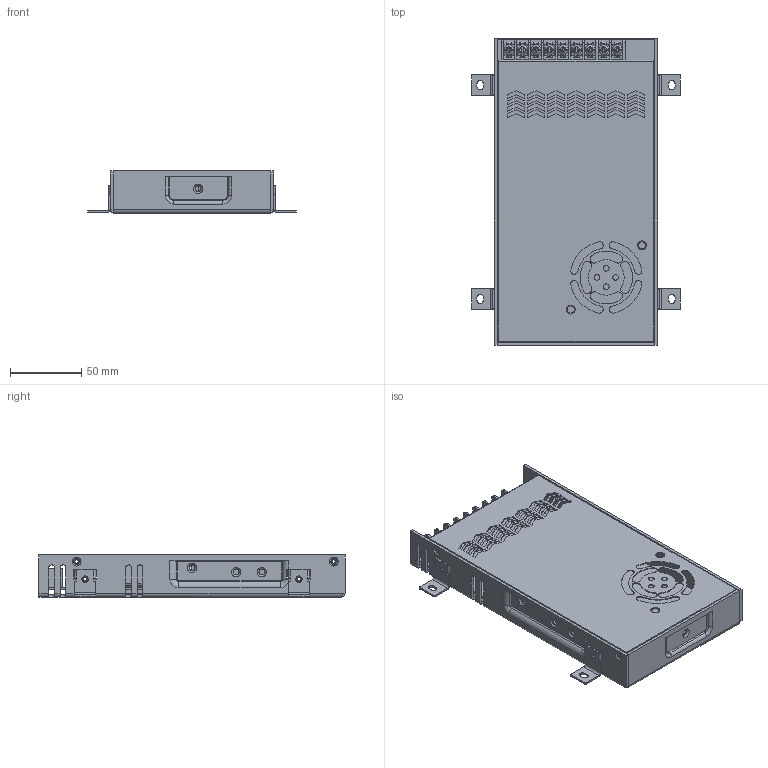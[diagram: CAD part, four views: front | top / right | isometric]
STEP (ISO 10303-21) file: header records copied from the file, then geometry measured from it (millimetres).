
FILE_DESCRIPTION(/* description */ (''),/* implementation_level */ '2;1');
FILE_NAME(/* name */ 'MPC320.stp',/* time_stamp */ '2023-07-21T15:59:51+08:00',/* author */ (''),/* organization */ (''),/* preprocessor_version */ 'ST-DEVELOPER v19.3',/* originating_system */ 'SIEMENS PLM Software NX2212.3001',/* authorisation */ '');
FILE_SCHEMA (('AP203_CONFIGURATION_CONTROLLED_3D_DESIGN_OF_MECHANICAL_PARTS_AND_ASSEMBLIES_MIM_LF { 1 0 10303 403 2 1 2}'));
Products named in the file (8): MTS350-A01P01; C01M1DYPJ100020; A01J1DZP0000032; 铆钉M3D5L5; A04WJJSK0000066; A04WJJSK0000077; MTS350-A01_MODEL; MPC320
Assembly tree (14 placements, depth 3):
  MPC320
    A04WJJSK0000077
    A04WJJSK0000066
    铆钉M3D5L5  x5
    MTS350-A01_MODEL
      MTS350-A01P01
    A01J1DZP0000032
    C01M1DYPJ100020  x4
Bounding box: 146.5 x 215 x 29.5 mm (x, y, z)
Volume: 138824.4 mm3; surface area: 193993 mm2
Topology: 13 solids, 13 shells, 1858 faces, 5903 edges, 4097 vertices
Faces by surface type: plane 1288, cylinder 458, torus 64, cone 46, bspline 2
Full cylindrical faces by diameter (mm): 2.5 x15, 3.3 x2, 3.33 x5, 3.5 x4, 4 x13, 4.6 x4, 4.8 x5, 5 x5, 5.3 x4, 5.4 x4
Entity records: 63780 total; most frequent: CARTESIAN_POINT 16223, ORIENTED_EDGE 10746, DIRECTION 8361, EDGE_CURVE 5373, VERTEX_POINT 3788, AXIS2_PLACEMENT_3D 2858, LINE 2645, VECTOR 2645
